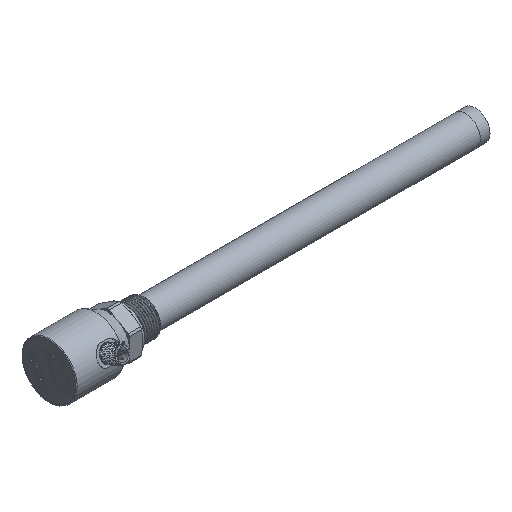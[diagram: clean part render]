
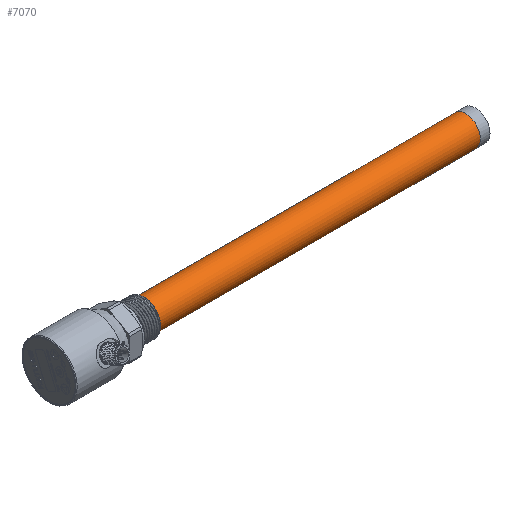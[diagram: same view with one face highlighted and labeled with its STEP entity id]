
A CAD part, isometric view. The second image highlights one B-rep face of the part: STEP entity #7070.
In plain terms, the highlighted cylindrical face has radius 11 mm (diameter 22 mm), a full revolution.
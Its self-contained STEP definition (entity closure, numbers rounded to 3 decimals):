
#7070=ADVANCED_FACE('',(#8231,#8232),#8117,.T.);
#8117=CYLINDRICAL_SURFACE('',#20215,11.);
#8231=FACE_BOUND('',#8422,.T.);
#8232=FACE_BOUND('',#8423,.T.);
#8422=EDGE_LOOP('',(#9592));
#8423=EDGE_LOOP('',(#9593));
#9592=ORIENTED_EDGE('',*,*,#17140,.F.);
#9593=ORIENTED_EDGE('',*,*,#17141,.T.);
#15242=VERTEX_POINT('',#26499);
#15243=VERTEX_POINT('',#26502);
#17140=EDGE_CURVE('',#15242,#15242,#19966,.T.);
#17141=EDGE_CURVE('',#15243,#15243,#19967,.T.);
#19966=CIRCLE('',#20212,11.);
#19967=CIRCLE('',#20214,11.);
#20212=AXIS2_PLACEMENT_3D('',#26498,#21489,#21490);
#20214=AXIS2_PLACEMENT_3D('',#26501,#21493,#21494);
#20215=AXIS2_PLACEMENT_3D('',#26503,#21495,#21496);
#21489=DIRECTION('',(-1.,0.,0.));
#21490=DIRECTION('',(0.,0.,1.));
#21493=DIRECTION('',(-1.,0.,0.));
#21494=DIRECTION('',(0.,0.,-1.));
#21495=DIRECTION('',(-1.,0.,0.));
#21496=DIRECTION('',(0.,1.,0.));
#26498=CARTESIAN_POINT('',(70.5,20.514,-20.514));
#26499=CARTESIAN_POINT('',(70.5,20.514,-9.514));
#26501=CARTESIAN_POINT('',(310.5,20.514,-20.514));
#26502=CARTESIAN_POINT('',(310.5,20.514,-31.514));
#26503=CARTESIAN_POINT('',(256.5,20.514,-20.514));
